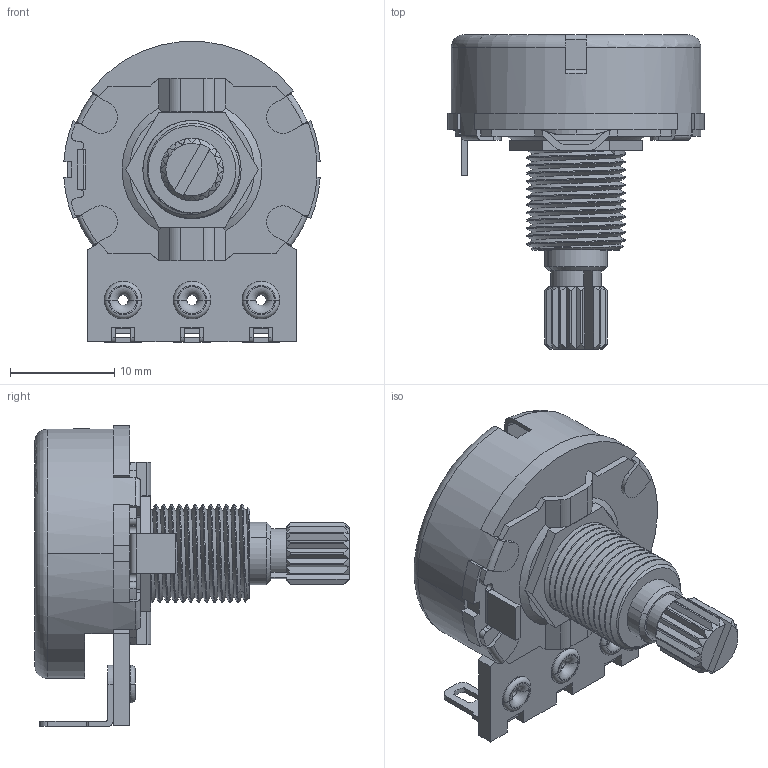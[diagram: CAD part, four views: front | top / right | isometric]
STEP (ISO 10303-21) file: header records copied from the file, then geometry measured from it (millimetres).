
FILE_DESCRIPTION((''),'2;1');
FILE_NAME('RA24NNN_ASM','2008-12-10T',('FaithSun'),(''),'PRO/ENGINEER BY PARAMETRIC TECHNOLOGY CORPORATION, 2007170','PRO/ENGINEER BY PARAMETRIC TECHNOLOGY CORPORATION, 2007170','');
FILE_SCHEMA(('CONFIG_CONTROL_DESIGN'));
Length unit declared in the file: millimetre
Products named in the file (7): ZHOUTAO1; FYB; DZP1; XIANGZI; DUANZI; ZHOUXIN1; RA24NNN_ASM
Assembly tree (8 placements, depth 2):
  RA24NNN_ASM
    ZHOUTAO1
    FYB
    DZP1
    XIANGZI
    DUANZI  x3
    ZHOUXIN1
Bounding box: 24.55 x 30.1 x 28.81 mm (x, y, z)
Volume: 2500.6 mm3; surface area: 5867.5 mm2
Topology: 8 solids, 8 shells, 477 faces, 1321 edges, 859 vertices
Faces by surface type: plane 241, cylinder 164, cone 32, torus 31, bspline 9
Entity records: 16016 total; most frequent: CARTESIAN_POINT 6112, ORIENTED_EDGE 2126, DIRECTION 1957, EDGE_CURVE 1063, VERTEX_POINT 695, AXIS2_PLACEMENT_3D 681, VECTOR 595, LINE 595
